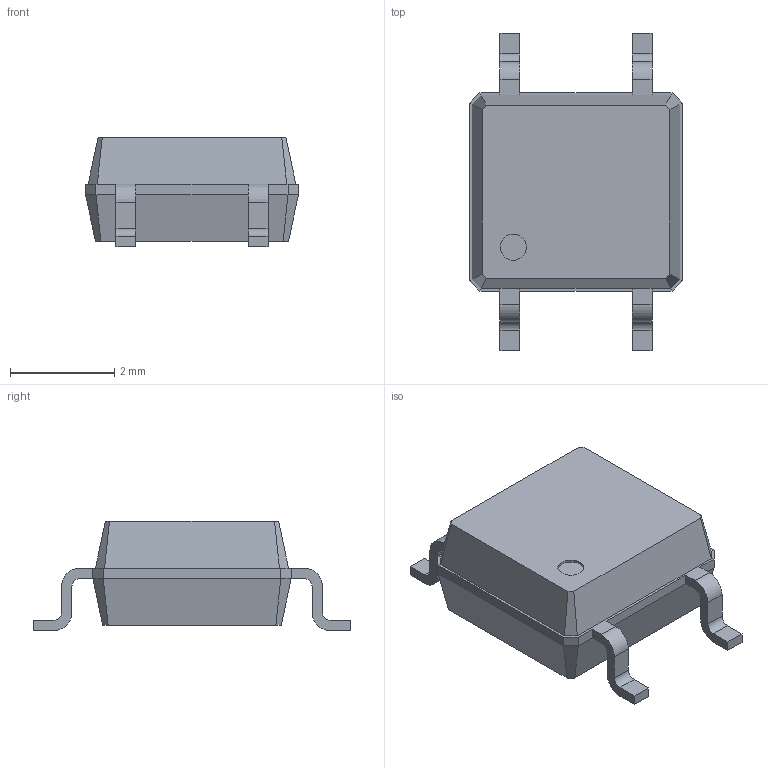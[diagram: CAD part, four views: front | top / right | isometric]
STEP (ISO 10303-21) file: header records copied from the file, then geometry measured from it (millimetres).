
FILE_DESCRIPTION(/* description */ ('model of SOP-4_3.8x4.1mm_Pitch2.54mm'),/* implementation_level */ '2;1');
FILE_NAME(/* name */ 'SOP-4_3.8x4.1mm_Pitch2.54mm.step',/* time_stamp */ '2017-07-18T17:21:56',/* author */ ('kicad StepUp','ksu'),/* organization */ ('FreeCAD'),/* preprocessor_version */ 'OCC',/* originating_system */ 'kicad StepUp',/* authorisation */ '');
FILE_SCHEMA(('AUTOMOTIVE_DESIGN_CC2 { 1 2 10303 214 -1 1 5 4 }'));
Length unit declared in the file: millimetre
Products named in the file (1): SOP_4_38x41mm_Pitch254mm
Bounding box: 4.09 x 6.1 x 2.1 mm (x, y, z)
Volume: 28.3 mm3; surface area: 64.2 mm2
Topology: 1 solids, 1 shells, 96 faces, 239 edges, 146 vertices
Faces by surface type: plane 51, bspline 28, cylinder 17
Full cylindrical faces by diameter (mm): 0.5 x1
Entity records: 3431 total; most frequent: CARTESIAN_POINT 598, ORIENTED_EDGE 478, DIRECTION 379, EDGE_CURVE 239, LINE 173, VECTOR 173, VERTEX_POINT 146, AXIS2_PLACEMENT_3D 103
